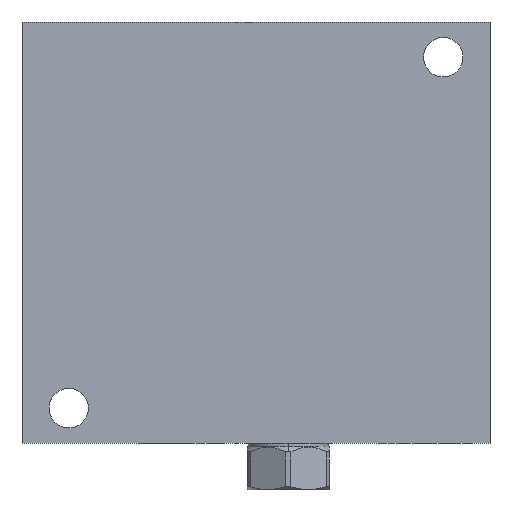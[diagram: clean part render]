
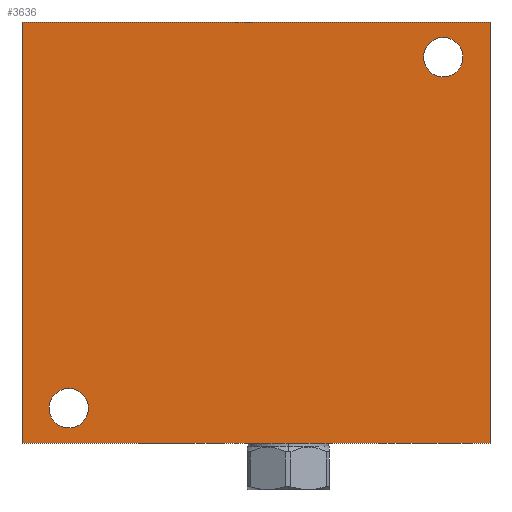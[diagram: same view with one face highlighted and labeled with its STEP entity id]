
A CAD part, left-side view. The second image highlights one B-rep face of the part: STEP entity #3636.
In plain terms, the highlighted planar face has unit normal (-1, 0, 0).
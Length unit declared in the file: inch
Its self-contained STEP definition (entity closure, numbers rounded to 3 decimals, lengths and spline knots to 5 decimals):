
#1=DIRECTION('',(0.,-1.,0.));
#2=VECTOR('',#1,5.);
#3=CARTESIAN_POINT('',(0.,0.,0.));
#4=LINE('',#3,#2);
#47=DIRECTION('',(0.,0.,1.));
#48=VECTOR('',#47,4.5);
#49=CARTESIAN_POINT('',(0.,0.,0.));
#50=LINE('',#49,#48);
#51=CARTESIAN_POINT('',(0.,-4.5,4.125));
#52=DIRECTION('',(-1.,0.,0.));
#53=DIRECTION('',(0.,1.,0.));
#54=AXIS2_PLACEMENT_3D('',#51,#52,#53);
#56=CARTESIAN_POINT('',(0.,-4.5,4.125));
#57=DIRECTION('',(-1.,0.,0.));
#58=DIRECTION('',(0.,-1.,0.));
#59=AXIS2_PLACEMENT_3D('',#56,#57,#58);
#61=CARTESIAN_POINT('',(0.,-0.5,0.375));
#62=DIRECTION('',(-1.,0.,0.));
#63=DIRECTION('',(0.,1.,0.));
#64=AXIS2_PLACEMENT_3D('',#61,#62,#63);
#66=CARTESIAN_POINT('',(0.,-0.5,0.375));
#67=DIRECTION('',(-1.,0.,0.));
#68=DIRECTION('',(0.,-1.,0.));
#69=AXIS2_PLACEMENT_3D('',#66,#67,#68);
#139=DIRECTION('',(0.,0.,1.));
#140=VECTOR('',#139,4.5);
#141=CARTESIAN_POINT('',(0.,-5.,0.));
#142=LINE('',#141,#140);
#163=DIRECTION('',(0.,-1.,0.));
#164=VECTOR('',#163,5.);
#165=CARTESIAN_POINT('',(0.,0.,4.5));
#166=LINE('',#165,#164);
#3129=CARTESIAN_POINT('',(0.,0.,0.));
#3130=CARTESIAN_POINT('',(0.,-5.,0.));
#3131=VERTEX_POINT('',#3129);
#3132=VERTEX_POINT('',#3130);
#3137=CARTESIAN_POINT('',(0.,0.,4.5));
#3138=CARTESIAN_POINT('',(0.,-5.,4.5));
#3139=VERTEX_POINT('',#3137);
#3140=VERTEX_POINT('',#3138);
#3281=CARTESIAN_POINT('',(0.,-4.289,4.125));
#3282=CARTESIAN_POINT('',(0.,-4.711,4.125));
#3283=VERTEX_POINT('',#3281);
#3284=VERTEX_POINT('',#3282);
#3289=CARTESIAN_POINT('',(0.,-0.289,0.375));
#3290=CARTESIAN_POINT('',(0.,-0.711,0.375));
#3291=VERTEX_POINT('',#3289);
#3292=VERTEX_POINT('',#3290);
#3610=CARTESIAN_POINT('',(0.,0.,0.));
#3611=DIRECTION('',(-1.,0.,0.));
#3612=DIRECTION('',(0.,-1.,0.));
#3613=AXIS2_PLACEMENT_3D('',#3610,#3611,#3612);
#3614=PLANE('',#3613);
#3615=ORIENTED_EDGE('',*,*,#3581,.F.);
#3617=ORIENTED_EDGE('',*,*,#3616,.T.);
#3619=ORIENTED_EDGE('',*,*,#3618,.T.);
#3621=ORIENTED_EDGE('',*,*,#3620,.F.);
#3622=EDGE_LOOP('',(#3615,#3617,#3619,#3621));
#3623=FACE_OUTER_BOUND('',#3622,.F.);
#3625=ORIENTED_EDGE('',*,*,#3624,.T.);
#3627=ORIENTED_EDGE('',*,*,#3626,.T.);
#3628=EDGE_LOOP('',(#3625,#3627));
#3629=FACE_BOUND('',#3628,.F.);
#3631=ORIENTED_EDGE('',*,*,#3630,.T.);
#3633=ORIENTED_EDGE('',*,*,#3632,.T.);
#3634=EDGE_LOOP('',(#3631,#3633));
#3635=FACE_BOUND('',#3634,.F.);
#3636=ADVANCED_FACE('',(#3623,#3629,#3635),#3614,.T.);
#55=CIRCLE('',#54,0.211);
#60=CIRCLE('',#59,0.211);
#65=CIRCLE('',#64,0.211);
#70=CIRCLE('',#69,0.211);
#3581=EDGE_CURVE('',#3131,#3132,#4,.T.);
#3616=EDGE_CURVE('',#3131,#3139,#50,.T.);
#3618=EDGE_CURVE('',#3139,#3140,#166,.T.);
#3620=EDGE_CURVE('',#3132,#3140,#142,.T.);
#3624=EDGE_CURVE('',#3283,#3284,#55,.T.);
#3626=EDGE_CURVE('',#3284,#3283,#60,.T.);
#3630=EDGE_CURVE('',#3291,#3292,#65,.T.);
#3632=EDGE_CURVE('',#3292,#3291,#70,.T.);
